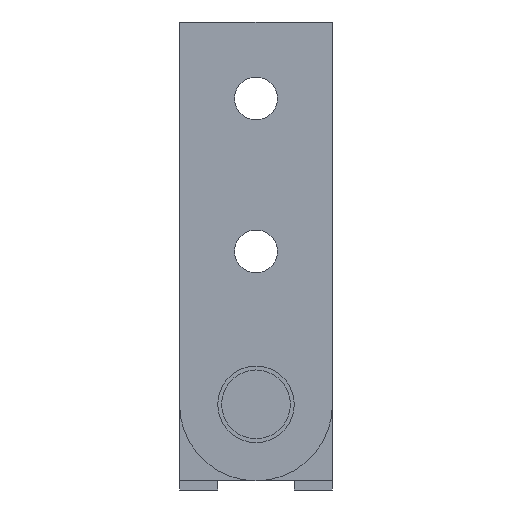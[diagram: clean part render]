
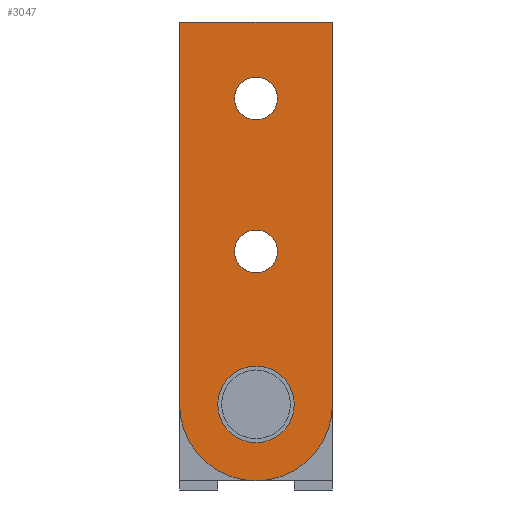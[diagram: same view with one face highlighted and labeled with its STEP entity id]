
A CAD part, left-side view. The second image highlights one B-rep face of the part: STEP entity #3047.
In plain terms, the highlighted planar face has unit normal (-1, 0, 0).
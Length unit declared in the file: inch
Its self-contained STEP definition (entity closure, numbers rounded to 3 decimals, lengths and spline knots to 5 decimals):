
#2705=CARTESIAN_POINT('',(-0.719,-0.14,1.5));
#2706=VERTEX_POINT('',#2705);
#2715=CARTESIAN_POINT('',(-0.719,0.14,1.5));
#2716=VERTEX_POINT('',#2715);
#2717=CARTESIAN_POINT('',(-0.719,0.,1.5));
#2718=DIRECTION('',(1.0,0.0,0.0));
#2719=DIRECTION('',(0.0,-1.0,0.0));
#2720=AXIS2_PLACEMENT_3D('',#2717,#2718,#2719);
#2721=CIRCLE('',#2720,0.14);
#2722=EDGE_CURVE('',#2716,#2706,#2721,.T.);
#2747=CARTESIAN_POINT('',(-0.719,-0.14,2.5));
#2748=VERTEX_POINT('',#2747);
#2757=CARTESIAN_POINT('',(-0.719,0.14,2.5));
#2758=VERTEX_POINT('',#2757);
#2759=CARTESIAN_POINT('',(-0.719,0.,2.5));
#2760=DIRECTION('',(1.0,0.0,0.0));
#2761=DIRECTION('',(0.0,-1.0,0.0));
#2762=AXIS2_PLACEMENT_3D('',#2759,#2760,#2761);
#2763=CIRCLE('',#2762,0.14);
#2764=EDGE_CURVE('',#2758,#2748,#2763,.T.);
#2789=CARTESIAN_POINT('',(-0.719,-0.14,0.5));
#2790=VERTEX_POINT('',#2789);
#2799=CARTESIAN_POINT('',(-0.719,0.14,0.5));
#2800=VERTEX_POINT('',#2799);
#2801=CARTESIAN_POINT('',(-0.719,0.,0.5));
#2802=DIRECTION('',(1.0,0.0,0.0));
#2803=DIRECTION('',(0.0,-1.0,0.0));
#2804=AXIS2_PLACEMENT_3D('',#2801,#2802,#2803);
#2805=CIRCLE('',#2804,0.14);
#2806=EDGE_CURVE('',#2800,#2790,#2805,.T.);
#2840=CARTESIAN_POINT('',(-0.719,0.,0.5));
#2841=DIRECTION('',(1.0,0.0,0.0));
#2842=DIRECTION('',(0.0,-1.0,0.0));
#2843=AXIS2_PLACEMENT_3D('',#2840,#2841,#2842);
#2844=CIRCLE('',#2843,0.14);
#2845=EDGE_CURVE('',#2790,#2800,#2844,.T.);
#2864=CARTESIAN_POINT('',(-0.719,0.,2.5));
#2865=DIRECTION('',(1.0,0.0,0.0));
#2866=DIRECTION('',(0.0,-1.0,0.0));
#2867=AXIS2_PLACEMENT_3D('',#2864,#2865,#2866);
#2868=CIRCLE('',#2867,0.14);
#2869=EDGE_CURVE('',#2748,#2758,#2868,.T.);
#2888=CARTESIAN_POINT('',(-0.719,0.,1.5));
#2889=DIRECTION('',(1.0,0.0,0.0));
#2890=DIRECTION('',(0.0,-1.0,0.0));
#2891=AXIS2_PLACEMENT_3D('',#2888,#2889,#2890);
#2892=CIRCLE('',#2891,0.14);
#2893=EDGE_CURVE('',#2706,#2716,#2892,.T.);
#2913=CARTESIAN_POINT('',(-0.719,0.5,0.5));
#2914=VERTEX_POINT('',#2913);
#2921=CARTESIAN_POINT('',(-0.719,0.5,3.));
#2922=VERTEX_POINT('',#2921);
#2923=CARTESIAN_POINT('',(-0.719,0.5,0.5));
#2924=DIRECTION('',(0.0,0.0,1.0));
#2925=VECTOR('',#2924,2.5);
#2926=LINE('',#2923,#2925);
#2927=EDGE_CURVE('',#2914,#2922,#2926,.T.);
#2952=CARTESIAN_POINT('',(-0.719,-0.5,0.5));
#2953=VERTEX_POINT('',#2952);
#2960=CARTESIAN_POINT('',(-0.719,0.,0.5));
#2961=DIRECTION('',(1.0,0.,0.));
#2962=DIRECTION('',(0.,-0.707,-0.707));
#2963=AXIS2_PLACEMENT_3D('',#2960,#2961,#2962);
#2964=CIRCLE('',#2963,0.5);
#2965=EDGE_CURVE('',#2953,#2914,#2964,.T.);
#2984=CARTESIAN_POINT('',(-0.719,-0.5,3.));
#2985=VERTEX_POINT('',#2984);
#2992=CARTESIAN_POINT('',(-0.719,-0.5,3.));
#2993=DIRECTION('',(0.0,0.0,-1.0));
#2994=VECTOR('',#2993,2.5);
#2995=LINE('',#2992,#2994);
#2996=EDGE_CURVE('',#2985,#2953,#2995,.T.);
#3014=CARTESIAN_POINT('',(-0.719,0.5,3.));
#3015=DIRECTION('',(0.0,-1.0,0.0));
#3016=VECTOR('',#3015,1.0);
#3017=LINE('',#3014,#3016);
#3018=EDGE_CURVE('',#2922,#2985,#3017,.T.);
#3024=CARTESIAN_POINT('',(-0.719,0.,1.04184));
#3025=DIRECTION('',(-1.0,0.0,0.0));
#3026=DIRECTION('',(0.0,1.0,0.0));
#3027=AXIS2_PLACEMENT_3D('',#3024,#3025,#3026);
#3028=PLANE('',#3027);
#3029=ORIENTED_EDGE('',*,*,#3018,.F.);
#3030=ORIENTED_EDGE('',*,*,#2927,.F.);
#3031=ORIENTED_EDGE('',*,*,#2965,.F.);
#3032=ORIENTED_EDGE('',*,*,#2996,.F.);
#3033=EDGE_LOOP('',(#3029,#3030,#3031,#3032));
#3034=FACE_OUTER_BOUND('',#3033,.T.);
#3035=ORIENTED_EDGE('',*,*,#2845,.T.);
#3036=ORIENTED_EDGE('',*,*,#2806,.T.);
#3037=EDGE_LOOP('',(#3035,#3036));
#3038=FACE_BOUND('',#3037,.T.);
#3039=ORIENTED_EDGE('',*,*,#2869,.T.);
#3040=ORIENTED_EDGE('',*,*,#2764,.T.);
#3041=EDGE_LOOP('',(#3039,#3040));
#3042=FACE_BOUND('',#3041,.T.);
#3043=ORIENTED_EDGE('',*,*,#2893,.T.);
#3044=ORIENTED_EDGE('',*,*,#2722,.T.);
#3045=EDGE_LOOP('',(#3043,#3044));
#3046=FACE_BOUND('',#3045,.T.);
#3047=ADVANCED_FACE('',(#3034,#3038,#3042,#3046),#3028,.T.);
